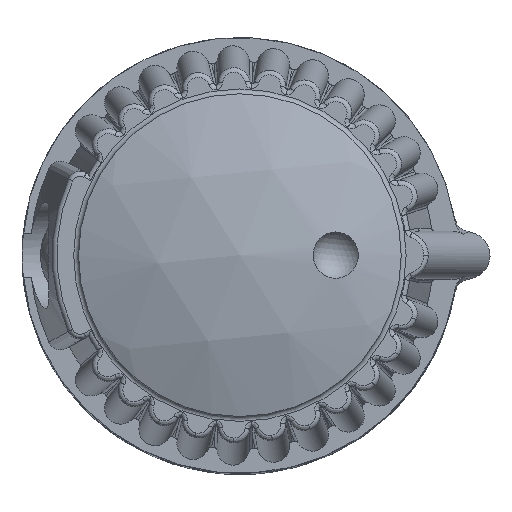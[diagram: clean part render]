
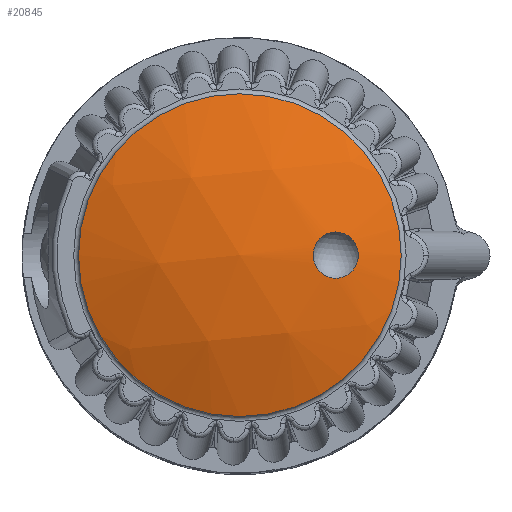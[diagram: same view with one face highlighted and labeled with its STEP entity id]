
A CAD part, top view. The second image highlights one B-rep face of the part: STEP entity #20845.
In plain terms, the highlighted spherical face has radius 13 mm.
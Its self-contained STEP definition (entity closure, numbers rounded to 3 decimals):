
#1056 = VERTEX_POINT ( 'NONE', #8693 ) ;
#2129 = AXIS2_PLACEMENT_3D ( 'NONE', #15304, #20451, #18750 ) ;
#2828 = CARTESIAN_POINT ( 'NONE',  ( 0., 0., 5.5 ) ) ;
#3387 = EDGE_CURVE ( 'NONE', #10177, #10177, #4502, .T. ) ;
#4379 = AXIS2_PLACEMENT_3D ( 'NONE', #15021, #8408, #18170 ) ;
#4502 = CIRCLE ( 'NONE', #4379, 0.718 ) ;
#6863 = DIRECTION ( 'NONE',  ( -1., 0., 0. ) ) ;
#7732 = ORIENTED_EDGE ( 'NONE', *, *, #3387, .T. ) ;
#8408 = DIRECTION ( 'NONE',  ( 0., 0.229, -0.973 ) ) ;
#8693 = CARTESIAN_POINT ( 'NONE',  ( -5., 0., 5.5 ) ) ;
#8755 = EDGE_CURVE ( 'NONE', #1056, #1056, #16987, .T. ) ;
#10177 = VERTEX_POINT ( 'NONE', #13802 ) ;
#13033 = DIRECTION ( 'NONE',  ( 0., 0., -1. ) ) ;
#13802 = CARTESIAN_POINT ( 'NONE',  ( 0., -3.669, 5.972 ) ) ;
#14266 = EDGE_LOOP ( 'NONE', ( #7732 ) ) ;
#15021 = CARTESIAN_POINT ( 'NONE',  ( 0., -2.969, 6.136 ) ) ;
#15304 = CARTESIAN_POINT ( 'NONE',  ( 0., 0., -6.5 ) ) ;
#16189 = AXIS2_PLACEMENT_3D ( 'NONE', #2828, #13033, #6863 ) ;
#16987 = CIRCLE ( 'NONE', #16189, 5. ) ;
#18170 = DIRECTION ( 'NONE',  ( 0., -0.973, -0.229 ) ) ;
#18750 = DIRECTION ( 'NONE',  ( 0.1, -0.995, 0. ) ) ;
#19326 = ORIENTED_EDGE ( 'NONE', *, *, #8755, .F. ) ;
#19500 = SPHERICAL_SURFACE ( 'NONE', #2129, 13. ) ;
#19584 = EDGE_LOOP ( 'NONE', ( #19326 ) ) ;
#20261 = FACE_OUTER_BOUND ( 'NONE', #19584, .T. ) ;
#20451 = DIRECTION ( 'NONE',  ( -0.995, -0.1, 0. ) ) ;
#20845 = ADVANCED_FACE ( 'NONE', ( #20261, #21043 ), #19500, .T. ) ;
#21043 = FACE_BOUND ( 'NONE', #14266, .T. ) ;
